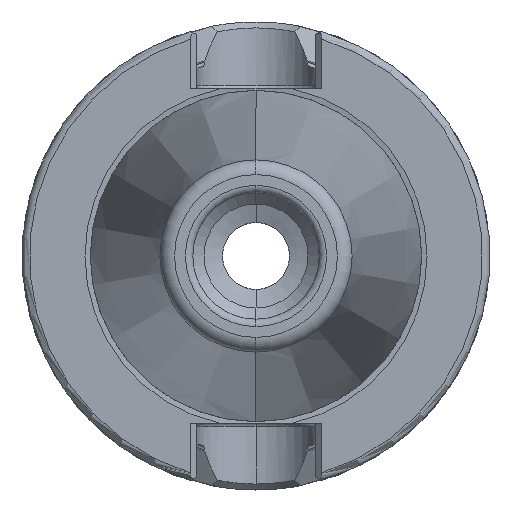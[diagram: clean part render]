
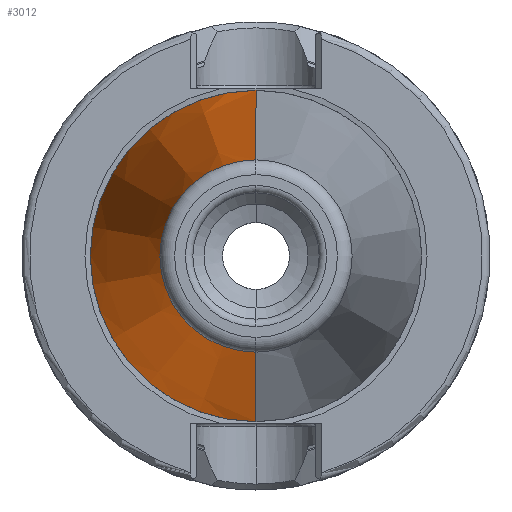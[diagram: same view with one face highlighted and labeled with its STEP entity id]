
A CAD part, left-side view. The second image highlights one B-rep face of the part: STEP entity #3012.
In plain terms, the highlighted conical face has half-angle 8.297 degrees and reference radius 22.298 mm.
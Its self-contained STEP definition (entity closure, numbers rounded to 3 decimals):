
#151 = CARTESIAN_POINT ( 'NONE',  ( -89.5, 0., 22.298 ) ) ;
#152 = CARTESIAN_POINT ( 'NONE',  ( -89.5, 0., 0. ) ) ;
#313 = VERTEX_POINT ( 'NONE', #368 ) ;
#323 = DIRECTION ( 'NONE',  ( 0.99, 0., -0.144 ) ) ;
#340 = CIRCLE ( 'NONE', #1702, 12.937 ) ;
#368 = CARTESIAN_POINT ( 'NONE',  ( -153.689, 0., -12.937 ) ) ;
#411 = EDGE_LOOP ( 'NONE', ( #4183, #3119, #3800, #3667 ) ) ;
#493 = DIRECTION ( 'NONE',  ( 0., 0., -1. ) ) ;
#566 = VERTEX_POINT ( 'NONE', #2291 ) ;
#588 = VECTOR ( 'NONE', #1126, 1000. ) ;
#691 = LINE ( 'NONE', #151, #588 ) ;
#781 = CARTESIAN_POINT ( 'NONE',  ( -89.5, 0., 22.298 ) ) ;
#973 = DIRECTION ( 'NONE',  ( -1., 0., 0. ) ) ;
#1103 = EDGE_CURVE ( 'NONE', #313, #566, #1721, .T. ) ;
#1126 = DIRECTION ( 'NONE',  ( 0.99, 0., 0.144 ) ) ;
#1387 = VERTEX_POINT ( 'NONE', #781 ) ;
#1543 = CONICAL_SURFACE ( 'NONE', #2831, 22.298, 0.145 ) ;
#1632 = EDGE_CURVE ( 'NONE', #1387, #566, #2302, .T. ) ;
#1679 = DIRECTION ( 'NONE',  ( -1., 0., 0. ) ) ;
#1702 = AXIS2_PLACEMENT_3D ( 'NONE', #3620, #1679, #3931 ) ;
#1721 = LINE ( 'NONE', #2624, #1834 ) ;
#1834 = VECTOR ( 'NONE', #323, 1000. ) ;
#1960 = EDGE_CURVE ( 'NONE', #3363, #1387, #691, .T. ) ;
#2107 = CARTESIAN_POINT ( 'NONE',  ( -153.689, 0., 12.937 ) ) ;
#2291 = CARTESIAN_POINT ( 'NONE',  ( -89.5, 0., -22.298 ) ) ;
#2302 = CIRCLE ( 'NONE', #3210, 22.298 ) ;
#2454 = DIRECTION ( 'NONE',  ( 1., 0., 0. ) ) ;
#2624 = CARTESIAN_POINT ( 'NONE',  ( -89.5, 0., -22.298 ) ) ;
#2831 = AXIS2_PLACEMENT_3D ( 'NONE', #152, #2454, #493 ) ;
#2931 = CARTESIAN_POINT ( 'NONE',  ( -89.5, 0., 0. ) ) ;
#3012 = ADVANCED_FACE ( 'NONE', ( #3369 ), #1543, .T. ) ;
#3119 = ORIENTED_EDGE ( 'NONE', *, *, #1960, .T. ) ;
#3210 = AXIS2_PLACEMENT_3D ( 'NONE', #2931, #973, #3241 ) ;
#3241 = DIRECTION ( 'NONE',  ( 0., 0., 1. ) ) ;
#3363 = VERTEX_POINT ( 'NONE', #2107 ) ;
#3369 = FACE_OUTER_BOUND ( 'NONE', #411, .T. ) ;
#3620 = CARTESIAN_POINT ( 'NONE',  ( -153.689, 0., 0. ) ) ;
#3667 = ORIENTED_EDGE ( 'NONE', *, *, #1103, .F. ) ;
#3721 = EDGE_CURVE ( 'NONE', #3363, #313, #340, .T. ) ;
#3800 = ORIENTED_EDGE ( 'NONE', *, *, #1632, .T. ) ;
#3931 = DIRECTION ( 'NONE',  ( 0., 0., 1. ) ) ;
#4183 = ORIENTED_EDGE ( 'NONE', *, *, #3721, .F. ) ;
